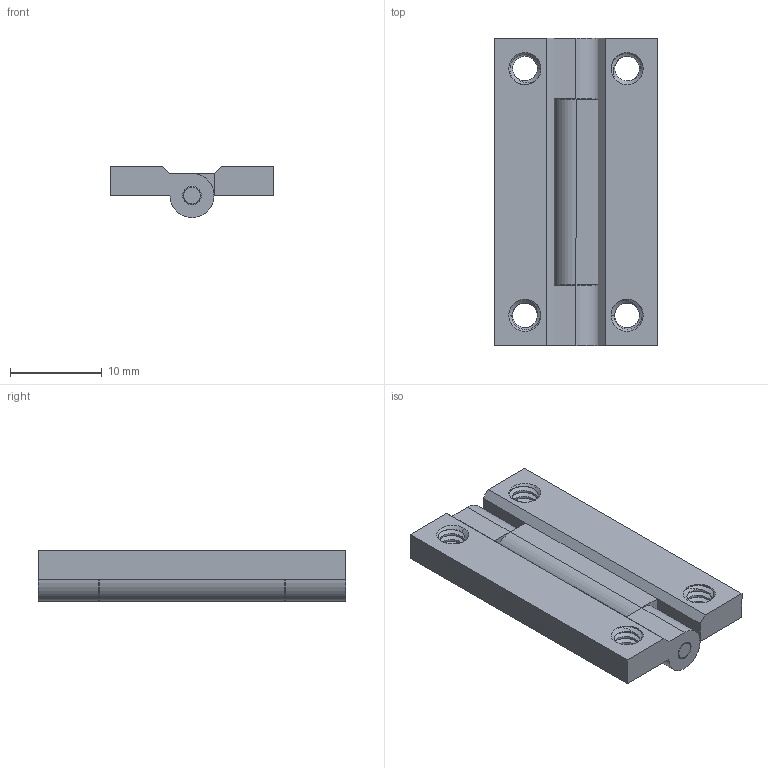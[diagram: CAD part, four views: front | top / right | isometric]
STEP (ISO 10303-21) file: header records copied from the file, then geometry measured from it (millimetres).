
FILE_DESCRIPTION (( 'STEP AP203' ), '1' );
FILE_NAME ('585644 assembly.STEP', '2017-07-05T18:59:29', ( '' ), ( '' ), 'SwSTEP 2.0', 'SolidWorks 2016', '' );
FILE_SCHEMA (( 'CONFIG_CONTROL_DESIGN' ));
Length unit declared in the file: inch
Products named in the file (4): 585644 pt 2; 585644 pt 1; 585644 pt 3; 585644 assembly
Assembly tree (3 placements, depth 2):
  585644 assembly
    585644 pt 1
    585644 pt 2
    585644 pt 3
Bounding box: 17.75 x 33.53 x 5.58 mm (x, y, z)
Volume: 1907.4 mm3; surface area: 2367.3 mm2
Topology: 3 solids, 3 shells, 142 faces, 378 edges, 242 vertices
Faces by surface type: cylinder 81, cone 29, plane 24, bspline 8
Entity records: 9308 total; most frequent: CARTESIAN_POINT 5746, ORIENTED_EDGE 756, DIRECTION 576, EDGE_CURVE 378, VERTEX_POINT 242, AXIS2_PLACEMENT_3D 218, EDGE_LOOP 156, ADVANCED_FACE 142
